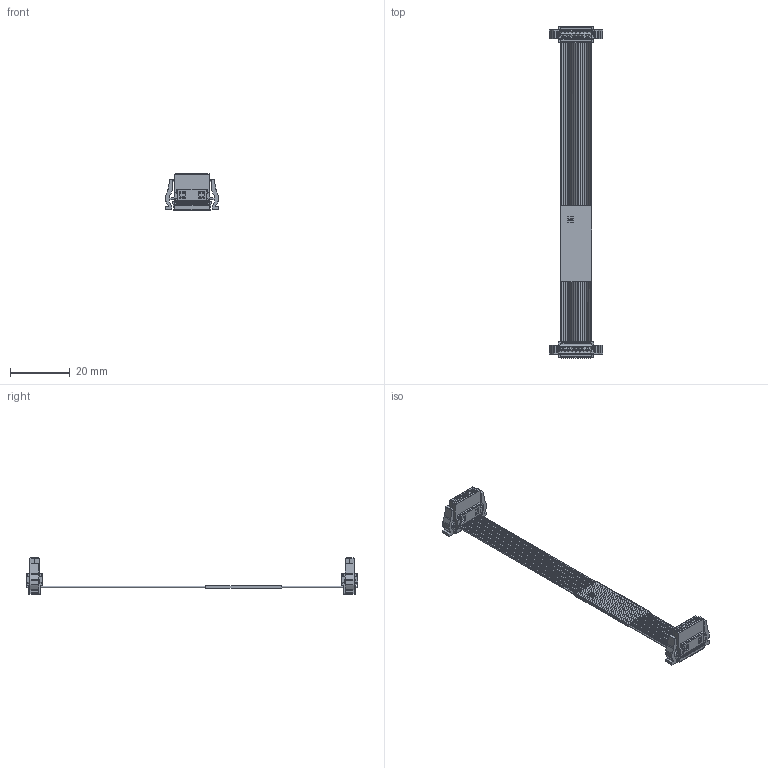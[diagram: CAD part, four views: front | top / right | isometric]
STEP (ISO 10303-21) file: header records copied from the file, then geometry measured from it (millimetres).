
FILE_DESCRIPTION(('CATIA V5 STEP Exchange','CAx-IF Rec.Pracs.--- Model Styling and Organization---1.4--- 2014-01-23'),'2;1');
FILE_NAME ('D1528914_1_2826970000_2826970000.stp','2022-04-28T10:14:08+00:00',('none'),('Weidmueller'),'CATIA Version 5-6 Release 2016 SP3 HF44','CATIA V5 STEP AP214','none');
FILE_SCHEMA(('AUTOMOTIVE_DESIGN { 1 0 10303 214 1 1 1 1 }'));
Products named in the file (1): 2826970000
Bounding box: 17.94 x 111.2 x 12.2 mm (x, y, z)
Volume: 1653.7 mm3; surface area: 9416.9 mm2
Topology: 21 solids, 21 shells, 2744 faces, 7712 edges, 5196 vertices
Faces by surface type: plane 2052, cylinder 538, extrusion 130, cone 24
Entity records: 93391 total; most frequent: CARTESIAN_POINT 23929, ORIENTED_EDGE 15424, DIRECTION 12040, EDGE_CURVE 7712, VECTOR 6248, LINE 6118, VERTEX_POINT 5196, AXIS2_PLACEMENT_3D 3179
